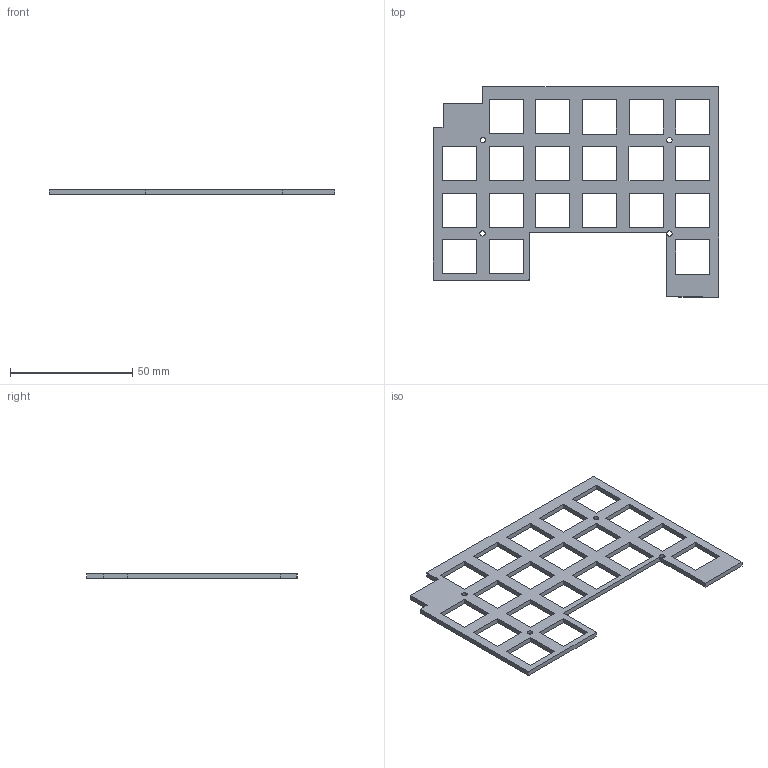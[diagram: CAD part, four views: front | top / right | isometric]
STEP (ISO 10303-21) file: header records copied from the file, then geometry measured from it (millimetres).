
FILE_DESCRIPTION(('HOOPS Exchange Step'),'2;1');
FILE_NAME('temp_export','2025-06-07T22:52:43+09:00',('chuns'),('Shapr3D Limited'),'HOOPS Exchange 2024.8','Shapr3D','Authorized');
FILE_SCHEMA( ('AP242_MANAGED_MODEL_BASED_3D_ENGINEERING_MIM_LF {1 0 10303 442 1 1 4}') );
Length unit declared in the file: millimetre
Products named in the file (3): switchplate; right; root
Assembly tree (2 placements, depth 3):
  root
    right
      switchplate
Bounding box: 116.57 x 85.82 x 2 mm (x, y, z)
Volume: 8367.8 mm3; surface area: 11541.7 mm2
Topology: 1 solids, 1 shells, 98 faces, 296 edges, 200 vertices
Faces by surface type: plane 94, cylinder 4
Full cylindrical faces by diameter (mm): 2.2 x4
Entity records: 3462 total; most frequent: CARTESIAN_POINT 600, ORIENTED_EDGE 592, DIRECTION 520, EDGE_CURVE 296, VECTOR 280, LINE 280, VERTEX_POINT 200, EDGE_LOOP 146
